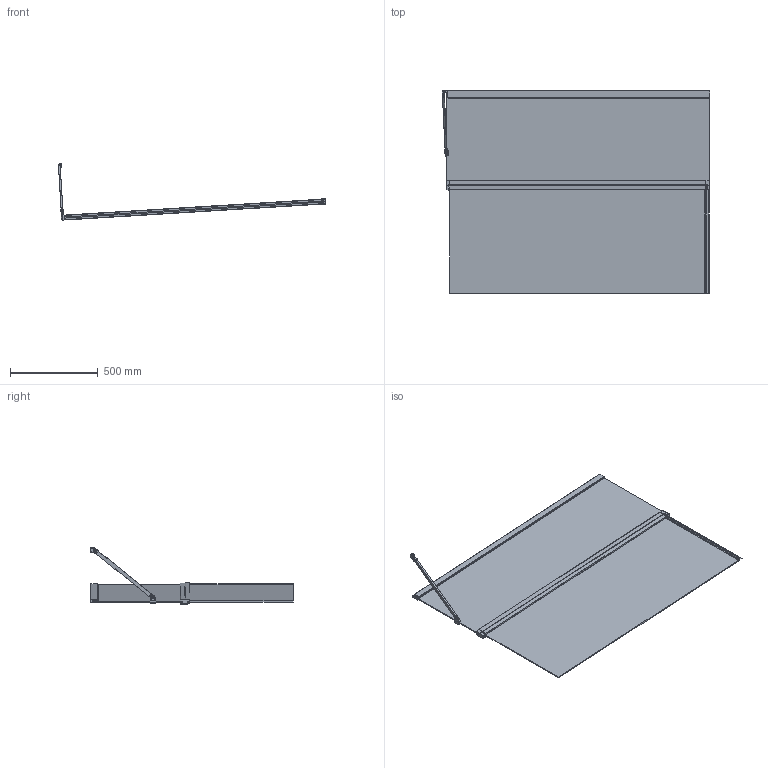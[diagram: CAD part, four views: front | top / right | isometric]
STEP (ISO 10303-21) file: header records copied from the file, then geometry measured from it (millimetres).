
FILE_DESCRIPTION((''),'2;1');
FILE_NAME('QEE95_ASM_ASM','2019-11-14T',('admin'),(''),'PRO/ENGINEER BY PARAMETRIC TECHNOLOGY CORPORATION, 2010280','PRO/ENGINEER BY PARAMETRIC TECHNOLOGY CORPORATION, 2010280','');
FILE_SCHEMA(('CONFIG_CONTROL_DESIGN'));
Length unit declared in the file: millimetre
Products named in the file (25): ME518_2; ME131-1358_2; QE312-600_2; ME274_1; ME510_1; ME133B-1358_3; ME419_2; ME414_3; ME413_2; AD020-520_2; CC295-1390_3; ME379_2; MANIFOLD_SOLID_BREP_5023_2; MANIFOLD_SOLID_BREP_5028_2; CK243_2; CK311_2; ME254_1; MANIFOLD_SOLID_BREP_5021_2; MANIFOLD_SOLID_BREP_5026_1; ST4X30PANTOU_2; ST4X30-CT_4; CK2411_ASM_2_ASM; QEE95_ASM_1_ASM; ME399900; QEE95_ASM_ASM
Assembly tree (27 placements, depth 4):
  QEE95_ASM_ASM
    QEE95_ASM_1_ASM
      ME518_2
      ME131-1358_2
      QE312-600_2
      ME274_1
      ME510_1
      ME133B-1358_3
      ME419_2
      ME414_3
      ME413_2
      AD020-520_2
      CC295-1390_3
      ME379_2
      CK2411_ASM_2_ASM
        MANIFOLD_SOLID_BREP_5023_2
        MANIFOLD_SOLID_BREP_5028_2  x2
        CK243_2
        CK311_2
        ME254_1
        MANIFOLD_SOLID_BREP_5021_2
        MANIFOLD_SOLID_BREP_5026_1
        ST4X30PANTOU_2  x2
        ST4X30-CT_4  x2
    ME399900
Bounding box: 1522.48 x 1150.38 x 319.27 mm (x, y, z)
Volume: 13148334.2 mm3; surface area: 3962913.5 mm2
Topology: 25 solids, 25 shells, 799 faces, 2034 edges, 1282 vertices
Faces by surface type: cylinder 323, plane 255, bspline 111, torus 73, sphere 18, cone 18, extrusion 1
Entity records: 25287 total; most frequent: CARTESIAN_POINT 9126, ORIENTED_EDGE 3348, DIRECTION 3328, EDGE_CURVE 1674, AXIS2_PLACEMENT_3D 1324, VERTEX_POINT 1066, EDGE_LOOP 682, VECTOR 680
